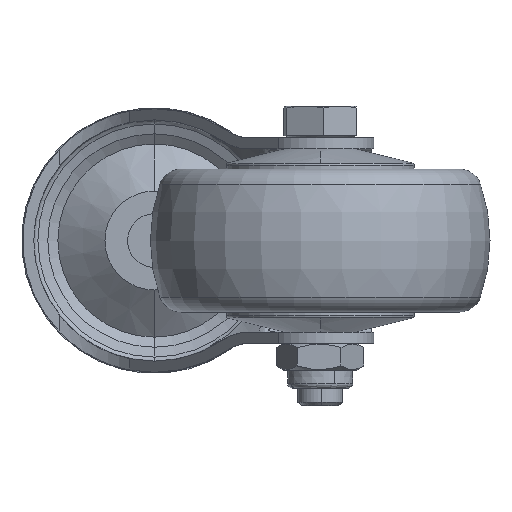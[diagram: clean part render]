
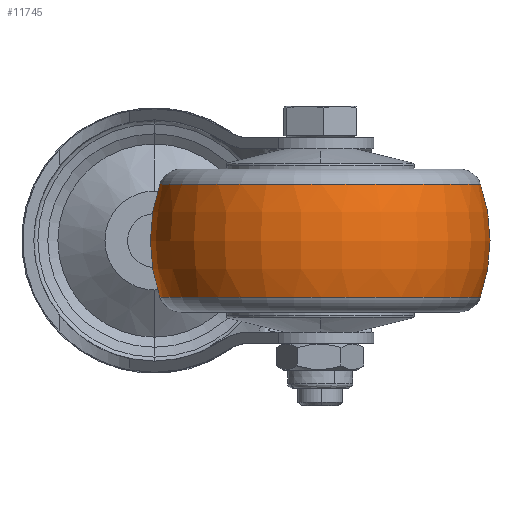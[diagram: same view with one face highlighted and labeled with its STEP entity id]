
A CAD part, front view. The second image highlights one B-rep face of the part: STEP entity #11745.
In plain terms, the highlighted toroidal (fillet/blend) face has major radius 0.321 mm and minor radius 38.321 mm.
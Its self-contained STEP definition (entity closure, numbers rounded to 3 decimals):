
#242 = ORIENTED_EDGE ( 'NONE', *, *, #4893, .T. ) ;
#362 = DIRECTION ( 'NONE',  ( 0., 0., -1. ) ) ;
#423 = CARTESIAN_POINT ( 'NONE',  ( -15.597, 0., 0. ) ) ;
#474 = CARTESIAN_POINT ( 'NONE',  ( 9.704, 0., -35.852 ) ) ;
#484 = DIRECTION ( 'NONE',  ( 0., 0., 1. ) ) ;
#1079 = CARTESIAN_POINT ( 'NONE',  ( 9.704, 0., 35.852 ) ) ;
#1648 = DIRECTION ( 'NONE',  ( 0., 0., 1. ) ) ;
#1814 = CIRCLE ( 'NONE', #2389, 35.852 ) ;
#2389 = AXIS2_PLACEMENT_3D ( 'NONE', #5484, #7397, #10902 ) ;
#2833 = DIRECTION ( 'NONE',  ( -1., 0., 0. ) ) ;
#2985 = CIRCLE ( 'NONE', #10590, 38.321 ) ;
#3022 = VERTEX_POINT ( 'NONE', #10948 ) ;
#3135 = CIRCLE ( 'NONE', #3144, 38.321 ) ;
#3144 = AXIS2_PLACEMENT_3D ( 'NONE', #4913, #7829, #362 ) ;
#3505 = ORIENTED_EDGE ( 'NONE', *, *, #5765, .T. ) ;
#4676 = EDGE_LOOP ( 'NONE', ( #11046, #3505, #242, #8892 ) ) ;
#4680 = CARTESIAN_POINT ( 'NONE',  ( -2.946, 0., 0. ) ) ;
#4741 = DIRECTION ( 'NONE',  ( 0., 0., -1. ) ) ;
#4893 = EDGE_CURVE ( 'NONE', #8253, #9596, #3135, .T. ) ;
#4913 = CARTESIAN_POINT ( 'NONE',  ( -2.946, 0., -0.321 ) ) ;
#5484 = CARTESIAN_POINT ( 'NONE',  ( 9.704, 0., 0. ) ) ;
#5765 = EDGE_CURVE ( 'NONE', #10593, #8253, #1814, .T. ) ;
#6515 = AXIS2_PLACEMENT_3D ( 'NONE', #4680, #2833, #4741 ) ;
#6516 = AXIS2_PLACEMENT_3D ( 'NONE', #423, #7653, #484 ) ;
#7397 = DIRECTION ( 'NONE',  ( -1., 0., 0. ) ) ;
#7652 = EDGE_CURVE ( 'NONE', #10593, #3022, #2985, .T. ) ;
#7653 = DIRECTION ( 'NONE',  ( -1., 0., 0. ) ) ;
#7829 = DIRECTION ( 'NONE',  ( 0., -1., 0. ) ) ;
#7850 = TOROIDAL_SURFACE ( 'NONE', #6515, -0.321, 38.321 ) ;
#8253 = VERTEX_POINT ( 'NONE', #1079 ) ;
#8892 = ORIENTED_EDGE ( 'NONE', *, *, #9855, .F. ) ;
#8938 = DIRECTION ( 'NONE',  ( 0., 1., 0. ) ) ;
#9596 = VERTEX_POINT ( 'NONE', #10698 ) ;
#9855 = EDGE_CURVE ( 'NONE', #3022, #9596, #9936, .T. ) ;
#9936 = CIRCLE ( 'NONE', #6516, 35.852 ) ;
#10590 = AXIS2_PLACEMENT_3D ( 'NONE', #10647, #8938, #1648 ) ;
#10593 = VERTEX_POINT ( 'NONE', #474 ) ;
#10647 = CARTESIAN_POINT ( 'NONE',  ( -2.946, 0., 0.321 ) ) ;
#10698 = CARTESIAN_POINT ( 'NONE',  ( -15.597, 0., 35.852 ) ) ;
#10902 = DIRECTION ( 'NONE',  ( 0., 0., 1. ) ) ;
#10944 = FACE_OUTER_BOUND ( 'NONE', #4676, .T. ) ;
#10948 = CARTESIAN_POINT ( 'NONE',  ( -15.597, 0., -35.852 ) ) ;
#11046 = ORIENTED_EDGE ( 'NONE', *, *, #7652, .F. ) ;
#11745 = ADVANCED_FACE ( 'NONE', ( #10944 ), #7850, .T. ) ;
